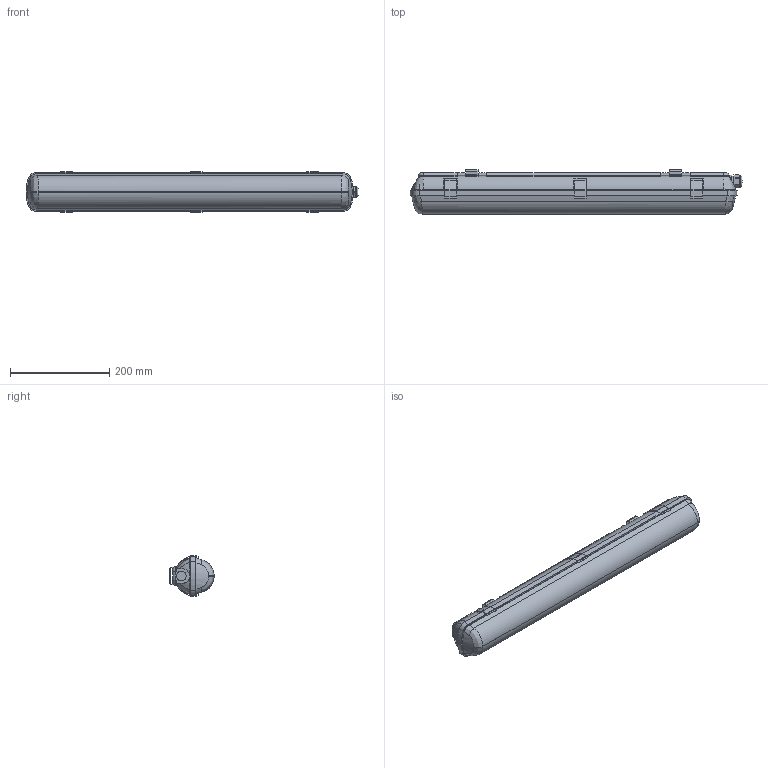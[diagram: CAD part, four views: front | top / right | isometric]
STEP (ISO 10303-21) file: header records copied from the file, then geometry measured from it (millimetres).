
FILE_DESCRIPTION (( 'STEP AP203' ), '1' );
FILE_NAME ('LLSP3-3907-1-18-K03 Ñâåòèëüíèê ËÑÏ3907 ÝÏÐÀ 1õ18Âò IP65 ÈÝÊ.STEP', '2017-08-29T07:31:34', ( '' ), ( '' ), 'SwSTEP 2.0', 'SolidWorks 2014', '' );
FILE_SCHEMA (( 'CONFIG_CONTROL_DESIGN' ));
Length unit declared in the file: millimetre
Products named in the file (1): LLSP3-3907-1-18-K03 Ñâåòèëüíèê ËÑÏ3907 ÝÏÐÀ 1õ18Âò IP65 ÈÝÊ
Bounding box: 668.97 x 89 x 80.6 mm (x, y, z)
Volume: 2166228.9 mm3; surface area: 313618.6 mm2
Topology: 1 solids, 2 shells, 862 faces, 2314 edges, 1446 vertices
Faces by surface type: plane 497, cylinder 211, bspline 102, torus 32, sphere 12, cone 8
Full cylindrical faces by diameter (mm): 12.3 x1, 15 x1, 20 x3, 23 x1, 25 x1
Entity records: 33231 total; most frequent: CARTESIAN_POINT 12323, ORIENTED_EDGE 4544, DIRECTION 4043, EDGE_CURVE 2272, VECTOR 1509, LINE 1509, VERTEX_POINT 1438, AXIS2_PLACEMENT_3D 1267
